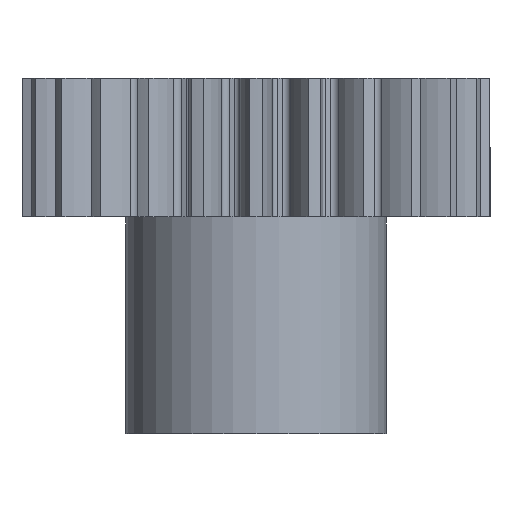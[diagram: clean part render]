
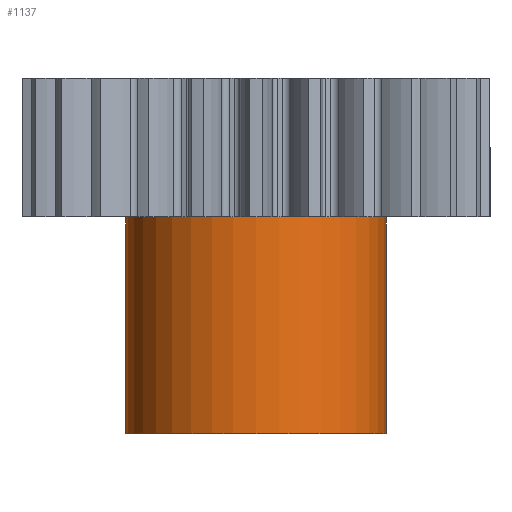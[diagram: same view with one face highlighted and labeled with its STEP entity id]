
A CAD part, front view. The second image highlights one B-rep face of the part: STEP entity #1137.
In plain terms, the highlighted cylindrical face has radius 30 mm (diameter 60 mm), a partial arc.
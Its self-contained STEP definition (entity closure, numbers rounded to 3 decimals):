
#271 = EDGE_CURVE ( 'NONE', #5710, #5681, #1596, .T. ) ;
#1117 = ORIENTED_EDGE ( 'NONE', *, *, #5697, .F. ) ;
#1122 = EDGE_CURVE ( 'NONE', #5695, #5714, #5300, .T. ) ;
#1132 = EDGE_LOOP ( 'NONE', ( #1117, #1136, #1142, #1141 ) ) ;
#1136 = ORIENTED_EDGE ( 'NONE', *, *, #1122, .T. ) ;
#1137 = ADVANCED_FACE ( 'NONE', ( #5339 ), #3275, .T. ) ;
#1141 = ORIENTED_EDGE ( 'NONE', *, *, #271, .F. ) ;
#1142 = ORIENTED_EDGE ( 'NONE', *, *, #5682, .T. ) ;
#1538 = DIRECTION ( 'NONE',  ( 0., 0., 1. ) ) ;
#1587 = DIRECTION ( 'NONE',  ( 1., 0., 0. ) ) ;
#1595 = CARTESIAN_POINT ( 'NONE',  ( 0., 0., 0. ) ) ;
#1596 = CIRCLE ( 'NONE', #1602, 30. ) ;
#1602 = AXIS2_PLACEMENT_3D ( 'NONE', #1595, #1538, #1587 ) ;
#3271 = DIRECTION ( 'NONE',  ( 1., 0., 0. ) ) ;
#3272 = DIRECTION ( 'NONE',  ( 0., 0., 1. ) ) ;
#3273 = CARTESIAN_POINT ( 'NONE',  ( 0., 0., -50. ) ) ;
#3274 = AXIS2_PLACEMENT_3D ( 'NONE', #3273, #3272, #3271 ) ;
#3275 = CYLINDRICAL_SURFACE ( 'NONE', #3274, 30. ) ;
#3281 = LINE ( 'NONE', #3622, #3762 ) ;
#3622 = CARTESIAN_POINT ( 'NONE',  ( 30., 0., -50. ) ) ;
#3762 = VECTOR ( 'NONE', #3956, 1000. ) ;
#3956 = DIRECTION ( 'NONE',  ( 0., 0., 1. ) ) ;
#4369 = CARTESIAN_POINT ( 'NONE',  ( 30., 0., 0. ) ) ;
#4659 = DIRECTION ( 'NONE',  ( 0., 0., 1. ) ) ;
#4660 = VECTOR ( 'NONE', #4659, 1000. ) ;
#4661 = CARTESIAN_POINT ( 'NONE',  ( -30., 0., -50. ) ) ;
#4662 = LINE ( 'NONE', #4661, #4660 ) ;
#4672 = CARTESIAN_POINT ( 'NONE',  ( -30., 0., -50. ) ) ;
#4676 = CARTESIAN_POINT ( 'NONE',  ( 30., 0., -50. ) ) ;
#4684 = CARTESIAN_POINT ( 'NONE',  ( -30., 0., 0. ) ) ;
#5300 = CIRCLE ( 'NONE', #5338, 30. ) ;
#5320 = CARTESIAN_POINT ( 'NONE',  ( 0., 0., -50. ) ) ;
#5336 = DIRECTION ( 'NONE',  ( 1., 0., 0. ) ) ;
#5337 = DIRECTION ( 'NONE',  ( 0., 0., 1. ) ) ;
#5338 = AXIS2_PLACEMENT_3D ( 'NONE', #5320, #5337, #5336 ) ;
#5339 = FACE_OUTER_BOUND ( 'NONE', #1132, .T. ) ;
#5681 = VERTEX_POINT ( 'NONE', #4369 ) ;
#5682 = EDGE_CURVE ( 'NONE', #5714, #5681, #3281, .T. ) ;
#5695 = VERTEX_POINT ( 'NONE', #4672 ) ;
#5697 = EDGE_CURVE ( 'NONE', #5695, #5710, #4662, .T. ) ;
#5710 = VERTEX_POINT ( 'NONE', #4684 ) ;
#5714 = VERTEX_POINT ( 'NONE', #4676 ) ;
